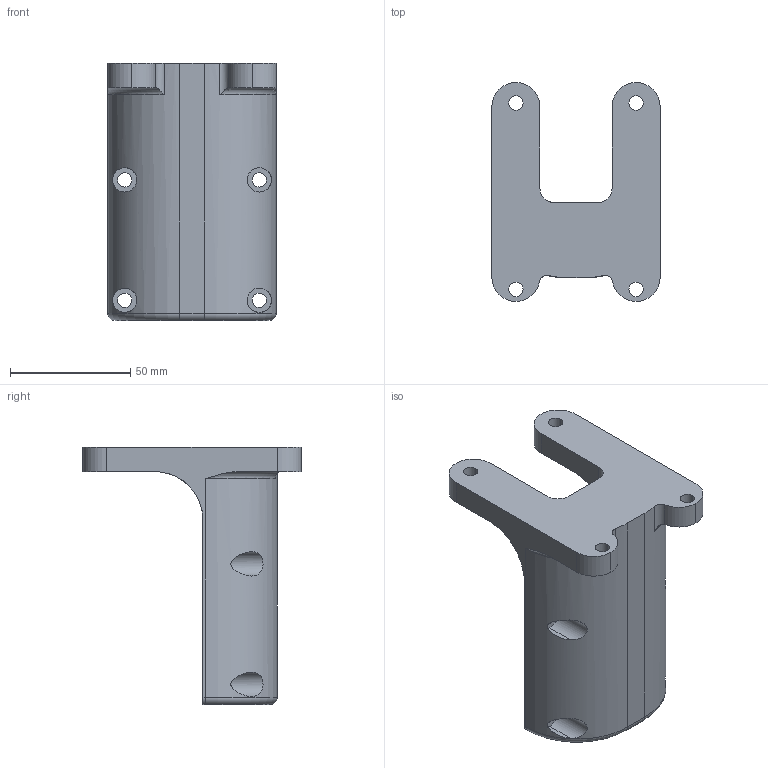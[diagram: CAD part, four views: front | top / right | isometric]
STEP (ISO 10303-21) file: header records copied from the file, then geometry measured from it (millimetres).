
FILE_DESCRIPTION (( 'STEP AP203' ), '1' );
FILE_NAME ('Bati moteur modifs cotes roulements.STEP', '2021-01-02T06:35:24', ( '' ), ( '' ), 'SwSTEP 2.0', 'SolidWorks 2020', '' );
FILE_SCHEMA (( 'CONFIG_CONTROL_DESIGN' ));
Length unit declared in the file: millimetre
Products named in the file (1): Bati moteur modifs cotes roulements
Bounding box: 70 x 91 x 106.9 mm (x, y, z)
Volume: 149178.9 mm3; surface area: 37154.1 mm2
Topology: 1 solids, 1 shells, 151 faces, 411 edges, 268 vertices
Faces by surface type: cylinder 77, plane 66, bspline 4, torus 4
Entity records: 5378 total; most frequent: CARTESIAN_POINT 1387, DIRECTION 831, ORIENTED_EDGE 822, EDGE_CURVE 411, AXIS2_PLACEMENT_3D 300, VERTEX_POINT 268, VECTOR 231, LINE 231
